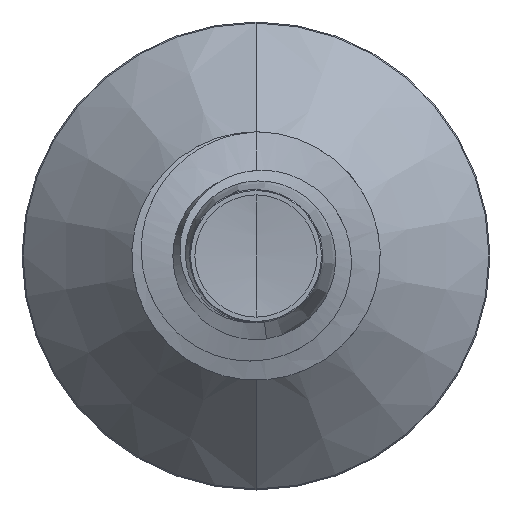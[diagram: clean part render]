
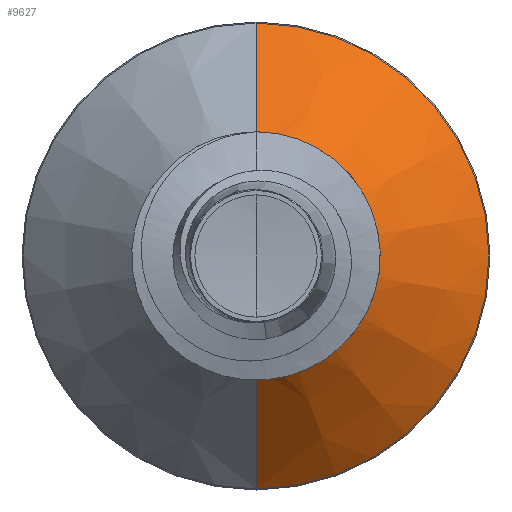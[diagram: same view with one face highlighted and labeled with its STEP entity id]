
A CAD part, front view. The second image highlights one B-rep face of the part: STEP entity #9627.
In plain terms, the highlighted conical face has half-angle 45 degrees and reference radius 2.744 mm.
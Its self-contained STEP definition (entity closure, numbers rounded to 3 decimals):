
#700 = AXIS2_PLACEMENT_3D ( 'NONE', #9724, #9714, #9700 ) ;
#775 = VERTEX_POINT ( 'NONE', #3966 ) ;
#837 = VECTOR ( 'NONE', #8171, 1000. ) ;
#1094 = EDGE_CURVE ( 'NONE', #775, #1809, #1976, .T. ) ;
#1136 = ORIENTED_EDGE ( 'NONE', *, *, #1094, .T. ) ;
#1292 = CARTESIAN_POINT ( 'NONE',  ( 0., 8.124, -5.624 ) ) ;
#1313 = VERTEX_POINT ( 'NONE', #2382 ) ;
#1809 = VERTEX_POINT ( 'NONE', #1292 ) ;
#1976 = LINE ( 'NONE', #6017, #10587 ) ;
#2382 = CARTESIAN_POINT ( 'NONE',  ( 0., 8.124, 5.624 ) ) ;
#2523 = EDGE_LOOP ( 'NONE', ( #10009, #1136, #6633, #8306 ) ) ;
#3966 = CARTESIAN_POINT ( 'NONE',  ( 0., 5.245, -2.745 ) ) ;
#5576 = CIRCLE ( 'NONE', #700, 5.624 ) ;
#5585 = AXIS2_PLACEMENT_3D ( 'NONE', #6419, #6384, #6356 ) ;
#6017 = CARTESIAN_POINT ( 'NONE',  ( 0., 5.245, -2.745 ) ) ;
#6356 = DIRECTION ( 'NONE',  ( 0., 0., 1. ) ) ;
#6384 = DIRECTION ( 'NONE',  ( 0., 1., 0. ) ) ;
#6419 = CARTESIAN_POINT ( 'NONE',  ( 0., 5.245, 0. ) ) ;
#6424 = LINE ( 'NONE', #8327, #837 ) ;
#6633 = ORIENTED_EDGE ( 'NONE', *, *, #7375, .F. ) ;
#6926 = DIRECTION ( 'NONE',  ( 0., 0.707, -0.707 ) ) ;
#7375 = EDGE_CURVE ( 'NONE', #1313, #1809, #5576, .T. ) ;
#7411 = CONICAL_SURFACE ( 'NONE', #8757, 2.745, 0.785 ) ;
#7587 = FACE_OUTER_BOUND ( 'NONE', #2523, .T. ) ;
#8071 = DIRECTION ( 'NONE',  ( 0., 1., 0. ) ) ;
#8104 = CARTESIAN_POINT ( 'NONE',  ( 0., 5.245, 0. ) ) ;
#8131 = VERTEX_POINT ( 'NONE', #10434 ) ;
#8132 = DIRECTION ( 'NONE',  ( 0., 0., 1. ) ) ;
#8171 = DIRECTION ( 'NONE',  ( 0., 0.707, 0.707 ) ) ;
#8208 = EDGE_CURVE ( 'NONE', #8131, #1313, #6424, .T. ) ;
#8306 = ORIENTED_EDGE ( 'NONE', *, *, #8208, .F. ) ;
#8327 = CARTESIAN_POINT ( 'NONE',  ( 0., 5.245, 2.745 ) ) ;
#8419 = EDGE_CURVE ( 'NONE', #8131, #775, #9388, .T. ) ;
#8757 = AXIS2_PLACEMENT_3D ( 'NONE', #8104, #8071, #8132 ) ;
#9388 = CIRCLE ( 'NONE', #5585, 2.745 ) ;
#9627 = ADVANCED_FACE ( 'NONE', ( #7587 ), #7411, .T. ) ;
#9700 = DIRECTION ( 'NONE',  ( 0., 0., 1. ) ) ;
#9714 = DIRECTION ( 'NONE',  ( 0., 1., 0. ) ) ;
#9724 = CARTESIAN_POINT ( 'NONE',  ( 0., 8.124, 0. ) ) ;
#10009 = ORIENTED_EDGE ( 'NONE', *, *, #8419, .T. ) ;
#10434 = CARTESIAN_POINT ( 'NONE',  ( 0., 5.245, 2.745 ) ) ;
#10587 = VECTOR ( 'NONE', #6926, 1000. ) ;
